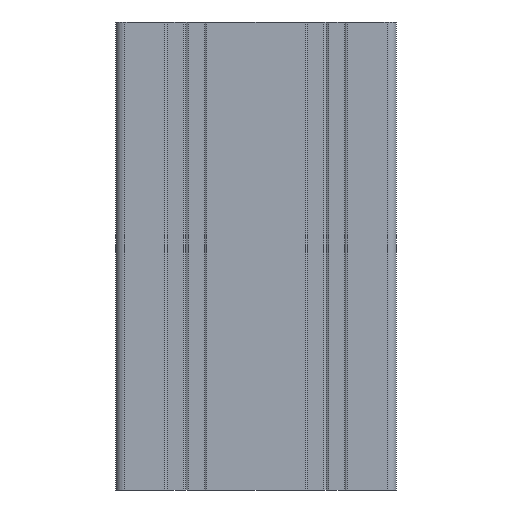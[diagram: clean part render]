
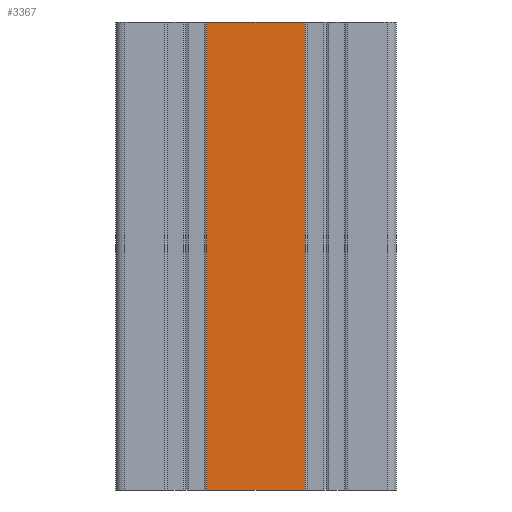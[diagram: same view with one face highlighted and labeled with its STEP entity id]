
A CAD part, front view. The second image highlights one B-rep face of the part: STEP entity #3367.
In plain terms, the highlighted planar face has unit normal (0, -1, 0).
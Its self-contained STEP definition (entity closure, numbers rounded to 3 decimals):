
#345=FACE_OUTER_BOUND('',#513,.T.);
#513=EDGE_LOOP('',(#2727,#2728,#2729,#2730));
#654=LINE('',#4880,#1036);
#734=LINE('',#5068,#1116);
#901=LINE('',#5519,#1283);
#902=LINE('',#5520,#1284);
#1036=VECTOR('',#3926,100.);
#1116=VECTOR('',#4094,100.);
#1283=VECTOR('',#4525,21.);
#1284=VECTOR('',#4526,21.);
#1402=VERTEX_POINT('',#4874);
#1404=VERTEX_POINT('',#4878);
#1467=VERTEX_POINT('',#5065);
#1468=VERTEX_POINT('',#5067);
#1776=EDGE_CURVE('',#1402,#1404,#654,.T.);
#1869=EDGE_CURVE('',#1467,#1468,#734,.T.);
#2093=EDGE_CURVE('',#1468,#1404,#901,.T.);
#2094=EDGE_CURVE('',#1467,#1402,#902,.T.);
#2727=ORIENTED_EDGE('',*,*,#1776,.T.);
#2728=ORIENTED_EDGE('',*,*,#2093,.F.);
#2729=ORIENTED_EDGE('',*,*,#1869,.F.);
#2730=ORIENTED_EDGE('',*,*,#2094,.T.);
#3205=PLANE('',#3635);
#3367=ADVANCED_FACE('',(#345),#3205,.T.);
#3635=AXIS2_PLACEMENT_3D('',#5518,#4523,#4524);
#3926=DIRECTION('',(0.,0.,-1.));
#4094=DIRECTION('',(0.,0.,-1.));
#4523=DIRECTION('center_axis',(0.,-1.,0.));
#4524=DIRECTION('ref_axis',(1.,0.,0.));
#4525=DIRECTION('',(-1.,0.,0.));
#4526=DIRECTION('',(-1.,0.,0.));
#4874=CARTESIAN_POINT('',(-10.5,-15.,100.));
#4878=CARTESIAN_POINT('',(-10.5,-15.,0.));
#4880=CARTESIAN_POINT('',(-10.5,-15.,0.));
#5065=CARTESIAN_POINT('',(10.5,-15.,100.));
#5067=CARTESIAN_POINT('',(10.5,-15.,0.));
#5068=CARTESIAN_POINT('',(10.5,-15.,0.));
#5518=CARTESIAN_POINT('Origin',(-28.,-15.,0.));
#5519=CARTESIAN_POINT('',(-14.,-15.,0.));
#5520=CARTESIAN_POINT('',(-14.,-15.,100.));
